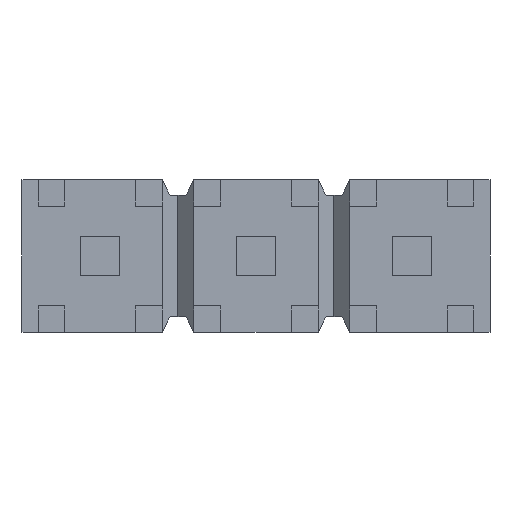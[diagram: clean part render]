
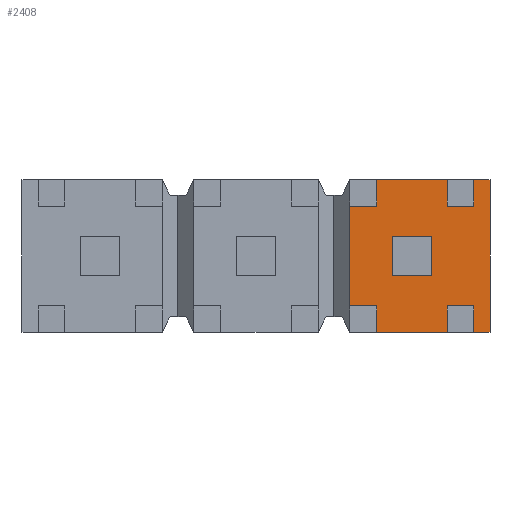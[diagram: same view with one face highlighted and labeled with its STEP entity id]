
A CAD part, front view. The second image highlights one B-rep face of the part: STEP entity #2408.
In plain terms, the highlighted planar face has unit normal (0, -1, 0).
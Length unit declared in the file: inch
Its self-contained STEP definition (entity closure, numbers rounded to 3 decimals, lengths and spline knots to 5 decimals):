
#375=ORIENTED_EDGE('',*,*,#933,.T.);
#376=ORIENTED_EDGE('',*,*,#774,.T.);
#377=ORIENTED_EDGE('',*,*,#864,.T.);
#378=ORIENTED_EDGE('',*,*,#935,.T.);
#379=ORIENTED_EDGE('',*,*,#887,.F.);
#380=ORIENTED_EDGE('',*,*,#770,.T.);
#381=ORIENTED_EDGE('',*,*,#892,.T.);
#382=ORIENTED_EDGE('',*,*,#936,.T.);
#383=ORIENTED_EDGE('',*,*,#747,.F.);
#384=ORIENTED_EDGE('',*,*,#937,.F.);
#385=ORIENTED_EDGE('',*,*,#893,.T.);
#386=ORIENTED_EDGE('',*,*,#815,.T.);
#387=ORIENTED_EDGE('',*,*,#890,.F.);
#388=ORIENTED_EDGE('',*,*,#938,.F.);
#389=ORIENTED_EDGE('',*,*,#865,.T.);
#390=ORIENTED_EDGE('',*,*,#811,.T.);
#391=ORIENTED_EDGE('',*,*,#925,.F.);
#392=ORIENTED_EDGE('',*,*,#902,.F.);
#393=ORIENTED_EDGE('',*,*,#899,.F.);
#394=ORIENTED_EDGE('',*,*,#896,.F.);
#747=EDGE_CURVE('',#1080,#1074,#1299,.T.);
#770=EDGE_CURVE('',#1099,#1098,#1322,.T.);
#774=EDGE_CURVE('',#1103,#1102,#1326,.T.);
#811=EDGE_CURVE('',#1128,#1127,#1363,.T.);
#815=EDGE_CURVE('',#1132,#1131,#1367,.T.);
#864=EDGE_CURVE('',#1102,#1159,#1416,.T.);
#865=EDGE_CURVE('',#1160,#1128,#1417,.T.);
#887=EDGE_CURVE('',#1099,#1171,#1439,.T.);
#890=EDGE_CURVE('',#1172,#1131,#1442,.T.);
#892=EDGE_CURVE('',#1098,#1173,#1444,.T.);
#893=EDGE_CURVE('',#1174,#1132,#1445,.T.);
#896=EDGE_CURVE('',#1176,#1177,#1448,.T.);
#899=EDGE_CURVE('',#1177,#1179,#1451,.T.);
#902=EDGE_CURVE('',#1179,#1181,#1454,.T.);
#925=EDGE_CURVE('',#1181,#1176,#1477,.T.);
#933=EDGE_CURVE('',#1127,#1103,#1485,.T.);
#935=EDGE_CURVE('',#1159,#1171,#1487,.T.);
#936=EDGE_CURVE('',#1173,#1074,#1488,.T.);
#937=EDGE_CURVE('',#1174,#1080,#1489,.T.);
#938=EDGE_CURVE('',#1160,#1172,#1490,.T.);
#1074=VERTEX_POINT('',#3312);
#1080=VERTEX_POINT('',#3324);
#1098=VERTEX_POINT('',#3368);
#1099=VERTEX_POINT('',#3370);
#1102=VERTEX_POINT('',#3376);
#1103=VERTEX_POINT('',#3378);
#1127=VERTEX_POINT('',#3442);
#1128=VERTEX_POINT('',#3444);
#1131=VERTEX_POINT('',#3450);
#1132=VERTEX_POINT('',#3452);
#1159=VERTEX_POINT('',#3548);
#1160=VERTEX_POINT('',#3552);
#1171=VERTEX_POINT('',#3596);
#1172=VERTEX_POINT('',#3600);
#1173=VERTEX_POINT('',#3604);
#1174=VERTEX_POINT('',#3608);
#1176=VERTEX_POINT('',#3613);
#1177=VERTEX_POINT('',#3615);
#1179=VERTEX_POINT('',#3621);
#1181=VERTEX_POINT('',#3627);
#1299=LINE('',#3325,#1635);
#1322=LINE('',#3369,#1658);
#1326=LINE('',#3377,#1662);
#1363=LINE('',#3443,#1699);
#1367=LINE('',#3451,#1703);
#1416=LINE('',#3549,#1752);
#1417=LINE('',#3551,#1753);
#1439=LINE('',#3595,#1775);
#1442=LINE('',#3601,#1778);
#1444=LINE('',#3605,#1780);
#1445=LINE('',#3607,#1781);
#1448=LINE('',#3614,#1784);
#1451=LINE('',#3620,#1787);
#1454=LINE('',#3626,#1790);
#1477=LINE('',#3674,#1813);
#1485=LINE('',#3686,#1821);
#1487=LINE('',#3692,#1823);
#1488=LINE('',#3693,#1824);
#1489=LINE('',#3694,#1825);
#1490=LINE('',#3695,#1826);
#1635=VECTOR('',#2689,39.37008);
#1658=VECTOR('',#2718,39.37008);
#1662=VECTOR('',#2722,39.37008);
#1699=VECTOR('',#2767,39.37008);
#1703=VECTOR('',#2771,39.37008);
#1752=VECTOR('',#2862,39.37008);
#1753=VECTOR('',#2865,39.37008);
#1775=VECTOR('',#2909,39.37008);
#1778=VECTOR('',#2914,39.37008);
#1780=VECTOR('',#2918,39.37008);
#1781=VECTOR('',#2921,39.37008);
#1784=VECTOR('',#2926,39.37008);
#1787=VECTOR('',#2931,39.37008);
#1790=VECTOR('',#2936,39.37008);
#1813=VECTOR('',#2973,39.37008);
#1821=VECTOR('',#2989,39.37008);
#1823=VECTOR('',#2999,39.37008);
#1824=VECTOR('',#3000,39.37008);
#1825=VECTOR('',#3001,39.37008);
#1826=VECTOR('',#3002,39.37008);
#1997=EDGE_LOOP('',(#375,#376,#377,#378,#379,#380,#381,#382,#383,#384,#385,
#386,#387,#388,#389,#390));
#1998=EDGE_LOOP('',(#391,#392,#393,#394));
#2139=FACE_BOUND('',#1997,.T.);
#2140=FACE_BOUND('',#1998,.T.);
#2278=PLANE('',#2564);
#2408=ADVANCED_FACE('',(#2139,#2140),#2278,.T.);
#2564=AXIS2_PLACEMENT_3D('',#3691,#2997,#2998);
#2689=DIRECTION('',(0.,0.,1.));
#2718=DIRECTION('',(-1.,0.,0.));
#2722=DIRECTION('',(-1.,0.,0.));
#2767=DIRECTION('',(1.,0.,0.));
#2771=DIRECTION('',(1.,0.,0.));
#2862=DIRECTION('',(0.,0.,-1.));
#2865=DIRECTION('',(0.,0.,-1.));
#2909=DIRECTION('',(0.,0.,-1.));
#2914=DIRECTION('',(0.,0.,-1.));
#2918=DIRECTION('',(0.,0.,-1.));
#2921=DIRECTION('',(0.,0.,-1.));
#2926=DIRECTION('',(1.,0.,0.));
#2931=DIRECTION('',(0.,0.,1.));
#2936=DIRECTION('',(-1.,0.,0.));
#2973=DIRECTION('',(0.,0.,-1.));
#2989=DIRECTION('',(0.,0.,1.));
#2997=DIRECTION('',(0.,-1.,0.));
#2998=DIRECTION('',(0.,0.,-1.));
#2999=DIRECTION('',(-1.,0.,0.));
#3000=DIRECTION('',(-1.,0.,0.));
#3001=DIRECTION('',(-1.,0.,0.));
#3002=DIRECTION('',(-1.,0.,0.));
#3312=CARTESIAN_POINT('',(0.06,0.02,0.032));
#3324=CARTESIAN_POINT('',(0.06,0.02,-0.032));
#3325=CARTESIAN_POINT('',(0.06,0.02,0.3));
#3368=CARTESIAN_POINT('',(0.0774,0.02,0.049));
#3369=CARTESIAN_POINT('',(-0.15,0.02,0.049));
#3370=CARTESIAN_POINT('',(0.1226,0.02,0.049));
#3376=CARTESIAN_POINT('',(0.1396,0.02,0.049));
#3377=CARTESIAN_POINT('',(-0.15,0.02,0.049));
#3378=CARTESIAN_POINT('',(0.15,0.02,0.049));
#3442=CARTESIAN_POINT('',(0.15,0.02,-0.049));
#3443=CARTESIAN_POINT('',(0.15,0.02,-0.049));
#3444=CARTESIAN_POINT('',(0.1396,0.02,-0.049));
#3450=CARTESIAN_POINT('',(0.1226,0.02,-0.049));
#3451=CARTESIAN_POINT('',(0.15,0.02,-0.049));
#3452=CARTESIAN_POINT('',(0.0774,0.02,-0.049));
#3548=CARTESIAN_POINT('',(0.1396,0.02,0.032));
#3549=CARTESIAN_POINT('',(0.1396,0.02,0.098));
#3551=CARTESIAN_POINT('',(0.1396,0.02,0.098));
#3552=CARTESIAN_POINT('',(0.1396,0.02,-0.032));
#3595=CARTESIAN_POINT('',(0.1226,0.02,0.098));
#3596=CARTESIAN_POINT('',(0.1226,0.02,0.032));
#3600=CARTESIAN_POINT('',(0.1226,0.02,-0.032));
#3601=CARTESIAN_POINT('',(0.1226,0.02,0.098));
#3604=CARTESIAN_POINT('',(0.0774,0.02,0.032));
#3605=CARTESIAN_POINT('',(0.0774,0.02,0.098));
#3607=CARTESIAN_POINT('',(0.0774,0.02,0.098));
#3608=CARTESIAN_POINT('',(0.0774,0.02,-0.032));
#3613=CARTESIAN_POINT('',(0.0875,0.02,-0.0125));
#3614=CARTESIAN_POINT('',(0.1125,0.02,-0.0125));
#3615=CARTESIAN_POINT('',(0.1125,0.02,-0.0125));
#3620=CARTESIAN_POINT('',(0.1125,0.02,0.0125));
#3621=CARTESIAN_POINT('',(0.1125,0.02,0.0125));
#3626=CARTESIAN_POINT('',(0.0875,0.02,0.0125));
#3627=CARTESIAN_POINT('',(0.0875,0.02,0.0125));
#3674=CARTESIAN_POINT('',(0.0875,0.02,-0.0125));
#3686=CARTESIAN_POINT('',(0.15,0.02,0.049));
#3691=CARTESIAN_POINT('',(0.1848,0.02,0.098));
#3692=CARTESIAN_POINT('',(0.3,0.02,0.032));
#3693=CARTESIAN_POINT('',(0.3,0.02,0.032));
#3694=CARTESIAN_POINT('',(0.3,0.02,-0.032));
#3695=CARTESIAN_POINT('',(0.3,0.02,-0.032));
